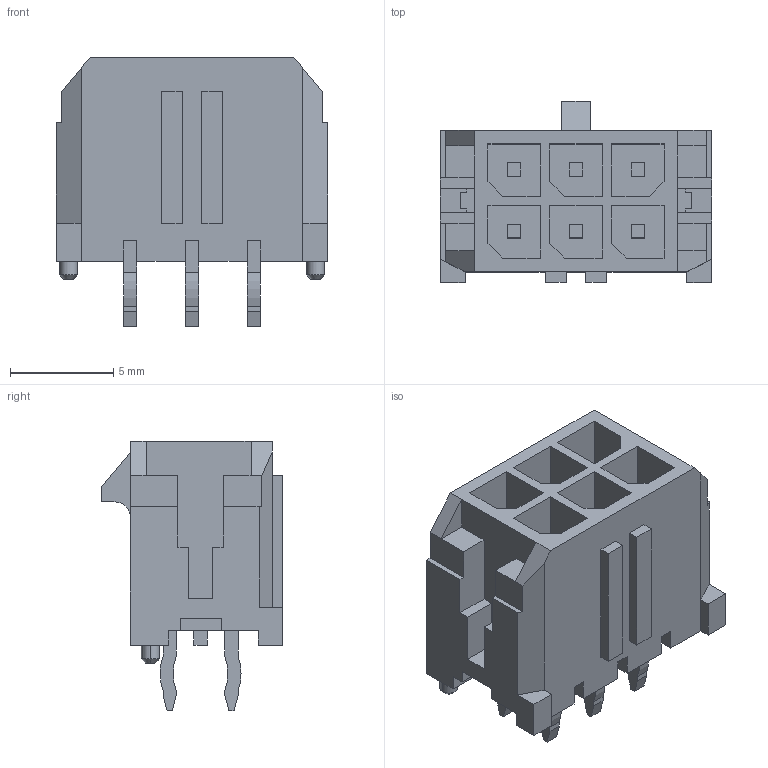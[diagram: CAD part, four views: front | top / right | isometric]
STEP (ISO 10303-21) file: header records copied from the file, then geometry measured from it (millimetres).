
FILE_DESCRIPTION(('FreeCAD Model'),'2;1');
FILE_NAME( 'SOLID.step', '2018-05-21T13:39:22',('kicad StepUp'),('ksu MCAD'), 'Open CASCADE STEP processor 6.8','FreeCAD','Unknown');
FILE_SCHEMA(('AUTOMOTIVE_DESIGN_CC2 { 1 2 10303 214 -1 1 5 4 }'));
Length unit declared in the file: millimetre
Products named in the file (1): SOLID
Bounding box: 13.15 x 8.77 x 13.09 mm (x, y, z)
Volume: 551.6 mm3; surface area: 1178.4 mm2
Topology: 1 solids, 1 shells, 311 faces, 824 edges, 532 vertices
Faces by surface type: plane 290, cylinder 17, cone 4
Entity records: 9421 total; most frequent: CARTESIAN_POINT 1668, ORIENTED_EDGE 1648, DIRECTION 1486, EDGE_CURVE 824, LINE 786, VECTOR 786, VERTEX_POINT 532, AXIS2_PLACEMENT_3D 350
